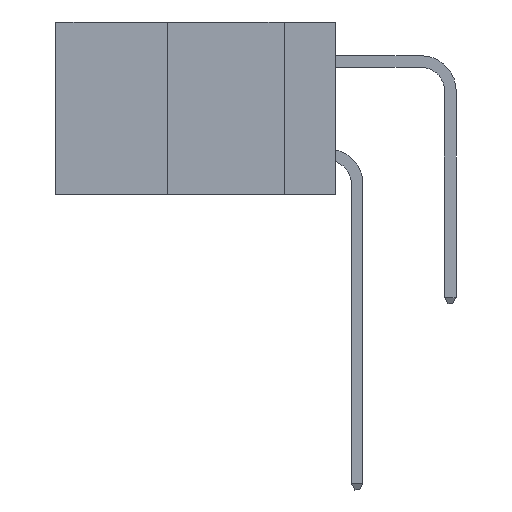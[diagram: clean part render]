
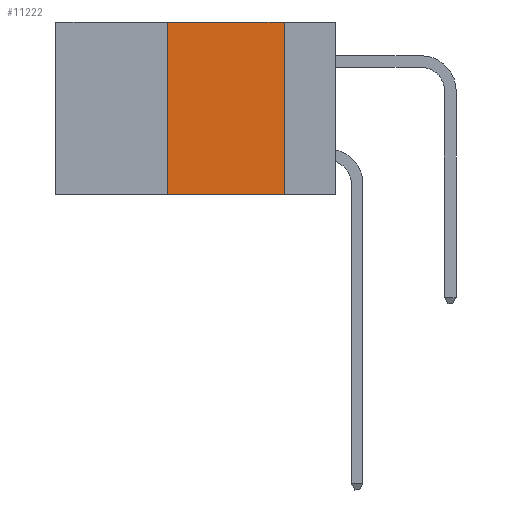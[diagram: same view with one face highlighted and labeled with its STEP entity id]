
A CAD part, left-side view. The second image highlights one B-rep face of the part: STEP entity #11222.
In plain terms, the highlighted planar face has unit normal (-1, 0, 0).
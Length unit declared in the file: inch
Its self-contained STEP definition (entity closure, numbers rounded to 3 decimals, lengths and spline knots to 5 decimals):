
#243 = CARTESIAN_POINT ( 'NONE',  ( 0., 0.6, 0. ) ) ;
#641 = AXIS2_PLACEMENT_3D ( 'NONE', #243, #1949, #13764 ) ;
#1949 = DIRECTION ( 'NONE',  ( 1., 0., 0. ) ) ;
#2675 = VECTOR ( 'NONE', #19123, 39.37008 ) ;
#2731 = DIRECTION ( 'NONE',  ( 0., -1., 0. ) ) ;
#2926 = VECTOR ( 'NONE', #9445, 39.37008 ) ;
#3289 = CARTESIAN_POINT ( 'NONE',  ( 0., 0.36, -0.37 ) ) ;
#3585 = CARTESIAN_POINT ( 'NONE',  ( 0., 0.11, 0. ) ) ;
#4925 = LINE ( 'NONE', #7404, #17877 ) ;
#6164 = VERTEX_POINT ( 'NONE', #15349 ) ;
#6888 = LINE ( 'NONE', #19755, #2926 ) ;
#7404 = CARTESIAN_POINT ( 'NONE',  ( 0., 0.36, 0. ) ) ;
#8075 = VERTEX_POINT ( 'NONE', #13707 ) ;
#8102 = VERTEX_POINT ( 'NONE', #3585 ) ;
#8662 = PLANE ( 'NONE',  #641 ) ;
#9145 = LINE ( 'NONE', #12869, #9684 ) ;
#9306 = LINE ( 'NONE', #17458, #2675 ) ;
#9445 = DIRECTION ( 'NONE',  ( 0., 0., -1. ) ) ;
#9684 = VECTOR ( 'NONE', #2731, 39.37008 ) ;
#10211 = ORIENTED_EDGE ( 'NONE', *, *, #14020, .T. ) ;
#10816 = ORIENTED_EDGE ( 'NONE', *, *, #19857, .F. ) ;
#10830 = DIRECTION ( 'NONE',  ( 0., 0., 1. ) ) ;
#11222 = ADVANCED_FACE ( 'NONE', ( #18842 ), #8662, .F. ) ;
#11465 = ORIENTED_EDGE ( 'NONE', *, *, #16577, .F. ) ;
#11586 = ORIENTED_EDGE ( 'NONE', *, *, #17485, .F. ) ;
#12869 = CARTESIAN_POINT ( 'NONE',  ( 0., 0.6, -0.37 ) ) ;
#13707 = CARTESIAN_POINT ( 'NONE',  ( 0., 0.36, 0. ) ) ;
#13764 = DIRECTION ( 'NONE',  ( 0., 0., -1. ) ) ;
#14020 = EDGE_CURVE ( 'NONE', #16993, #6164, #9145, .T. ) ;
#15349 = CARTESIAN_POINT ( 'NONE',  ( 0., 0.11, -0.37 ) ) ;
#16577 = EDGE_CURVE ( 'NONE', #8075, #8102, #9306, .T. ) ;
#16993 = VERTEX_POINT ( 'NONE', #3289 ) ;
#17230 = EDGE_LOOP ( 'NONE', ( #11586, #11465, #10816, #10211 ) ) ;
#17458 = CARTESIAN_POINT ( 'NONE',  ( 0., 0.6, 0. ) ) ;
#17485 = EDGE_CURVE ( 'NONE', #8102, #6164, #6888, .T. ) ;
#17877 = VECTOR ( 'NONE', #10830, 39.37008 ) ;
#18842 = FACE_OUTER_BOUND ( 'NONE', #17230, .T. ) ;
#19123 = DIRECTION ( 'NONE',  ( 0., -1., 0. ) ) ;
#19755 = CARTESIAN_POINT ( 'NONE',  ( 0., 0.11, 0. ) ) ;
#19857 = EDGE_CURVE ( 'NONE', #16993, #8075, #4925, .T. ) ;
